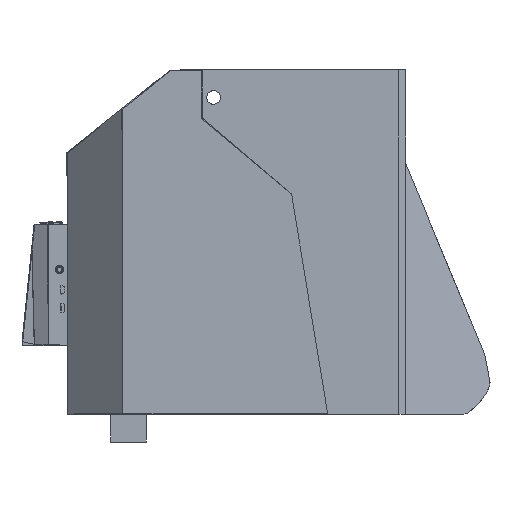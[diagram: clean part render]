
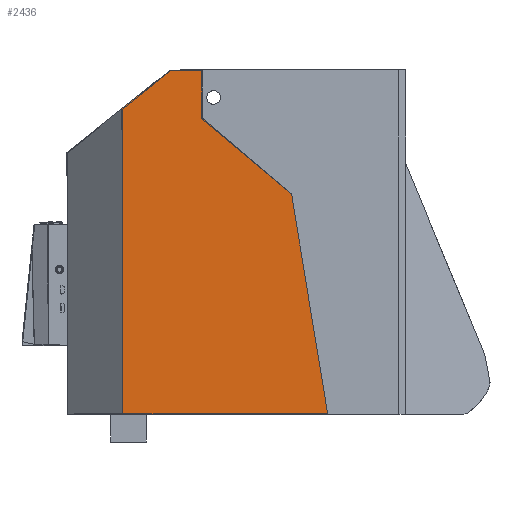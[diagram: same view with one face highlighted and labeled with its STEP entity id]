
A CAD part, left-side view. The second image highlights one B-rep face of the part: STEP entity #2436.
In plain terms, the highlighted free-form (B-spline) face has degree [1, 1] with [2, 2] control points.
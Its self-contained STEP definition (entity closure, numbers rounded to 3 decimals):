
#2022 = EDGE_CURVE('',#2023,#2025,#2027,.T.);
#2023 = VERTEX_POINT('',#2024);
#2024 = CARTESIAN_POINT('',(59.789,180.664,
    54.518));
#2025 = VERTEX_POINT('',#2026);
#2026 = CARTESIAN_POINT('',(59.789,372.459,
    54.088));
#2027 = B_SPLINE_CURVE_WITH_KNOTS('',1,(#2028,#2029),.UNSPECIFIED.,.F.,
  .F.,(2,2),(-190.,-40.),.PIECEWISE_BEZIER_KNOTS.);
#2028 = CARTESIAN_POINT('',(59.789,180.664,
    54.518));
#2029 = CARTESIAN_POINT('',(59.789,372.459,
    54.088));
#2310 = VERTEX_POINT('',#2311);
#2311 = CARTESIAN_POINT('',(59.789,373.096,
    337.944));
#2316 = EDGE_CURVE('',#2310,#2317,#2319,.T.);
#2317 = VERTEX_POINT('',#2318);
#2318 = CARTESIAN_POINT('',(59.789,328.424,
    373.846));
#2319 = B_SPLINE_CURVE_WITH_KNOTS('',1,(#2320,#2321),.UNSPECIFIED.,.F.,
  .F.,(2,2),(17.648,62.47),.PIECEWISE_BEZIER_KNOTS.);
#2320 = CARTESIAN_POINT('',(59.789,373.096,
    337.944));
#2321 = CARTESIAN_POINT('',(59.789,328.424,
    373.846));
#2339 = VERTEX_POINT('',#2340);
#2340 = CARTESIAN_POINT('',(59.789,298.657,
    373.913));
#2365 = EDGE_CURVE('',#2317,#2339,#2366,.T.);
#2366 = B_SPLINE_CURVE_WITH_KNOTS('',1,(#2367,#2368),.UNSPECIFIED.,.F.,
  .F.,(2,2),(75.,98.28),.PIECEWISE_BEZIER_KNOTS.);
#2367 = CARTESIAN_POINT('',(59.789,328.424,
    373.846));
#2368 = CARTESIAN_POINT('',(59.789,298.657,
    373.913));
#2436 = ADVANCED_FACE('',(#2437),#2466,.F.);
#2437 = FACE_BOUND('',#2438,.T.);
#2438 = EDGE_LOOP('',(#2439,#2448,#2453,#2454,#2455,#2460,#2461));
#2439 = ORIENTED_EDGE('',*,*,#2440,.F.);
#2440 = EDGE_CURVE('',#2441,#2443,#2445,.T.);
#2441 = VERTEX_POINT('',#2442);
#2442 = CARTESIAN_POINT('',(59.789,298.557,
    329.161));
#2443 = VERTEX_POINT('',#2444);
#2444 = CARTESIAN_POINT('',(59.789,214.815,
    259.024));
#2445 = B_SPLINE_CURVE_WITH_KNOTS('',1,(#2446,#2447),.UNSPECIFIED.,.F.,
  .F.,(2,2),(-55.433,29.997),.PIECEWISE_BEZIER_KNOTS.);
#2446 = CARTESIAN_POINT('',(59.789,298.557,
    329.161));
#2447 = CARTESIAN_POINT('',(59.789,214.815,
    259.024));
#2448 = ORIENTED_EDGE('',*,*,#2449,.F.);
#2449 = EDGE_CURVE('',#2339,#2441,#2450,.T.);
#2450 = B_SPLINE_CURVE_WITH_KNOTS('',1,(#2451,#2452),.UNSPECIFIED.,.F.,
  .F.,(2,2),(-125.,-90.),.PIECEWISE_BEZIER_KNOTS.);
#2451 = CARTESIAN_POINT('',(59.789,298.657,
    373.913));
#2452 = CARTESIAN_POINT('',(59.789,298.557,
    329.161));
#2453 = ORIENTED_EDGE('',*,*,#2365,.F.);
#2454 = ORIENTED_EDGE('',*,*,#2316,.F.);
#2455 = ORIENTED_EDGE('',*,*,#2456,.T.);
#2456 = EDGE_CURVE('',#2310,#2025,#2457,.T.);
#2457 = B_SPLINE_CURVE_WITH_KNOTS('',1,(#2458,#2459),.UNSPECIFIED.,.F.,
  .F.,(2,2),(-222.,0.),.PIECEWISE_BEZIER_KNOTS.);
#2458 = CARTESIAN_POINT('',(59.789,373.096,
    337.944));
#2459 = CARTESIAN_POINT('',(59.789,372.459,
    54.088));
#2460 = ORIENTED_EDGE('',*,*,#2022,.F.);
#2461 = ORIENTED_EDGE('',*,*,#2462,.F.);
#2462 = EDGE_CURVE('',#2443,#2023,#2463,.T.);
#2463 = B_SPLINE_CURVE_WITH_KNOTS('',1,(#2464,#2465),.UNSPECIFIED.,.F.,
  .F.,(2,2),(-23.379,138.776),.PIECEWISE_BEZIER_KNOTS.);
#2464 = CARTESIAN_POINT('',(59.789,214.815,
    259.024));
#2465 = CARTESIAN_POINT('',(59.789,180.664,
    54.518));
#2466 = B_SPLINE_SURFACE_WITH_KNOTS('',1,1,(
    (#2467,#2468)
    ,(#2469,#2470
    )),.UNSPECIFIED.,.F.,.F.,.F.,(2,2),(2,2),(-125.,125.),(-95.,55.),
  .PIECEWISE_BEZIER_KNOTS.);
#2467 = CARTESIAN_POINT('',(59.789,181.381,
    374.176));
#2468 = CARTESIAN_POINT('',(59.789,373.176,
    373.746));
#2469 = CARTESIAN_POINT('',(59.789,180.664,
    54.518));
#2470 = CARTESIAN_POINT('',(59.789,372.459,
    54.088));
